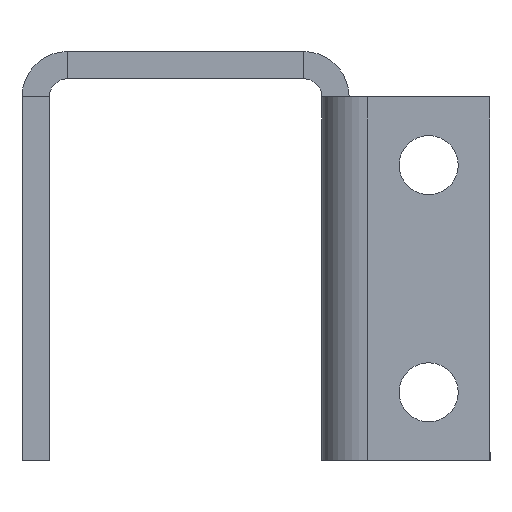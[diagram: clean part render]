
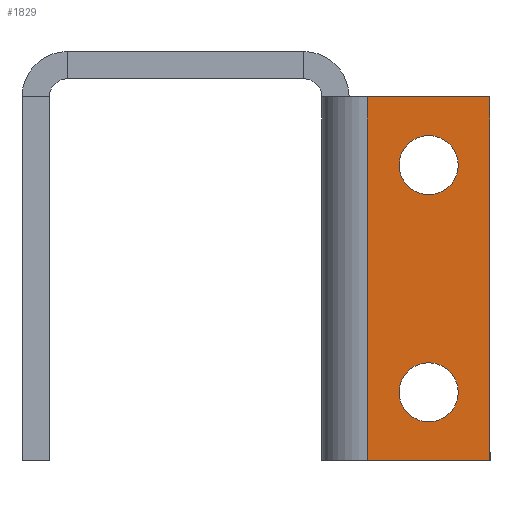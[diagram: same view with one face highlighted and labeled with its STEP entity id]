
A CAD part, left-side view. The second image highlights one B-rep face of the part: STEP entity #1829.
In plain terms, the highlighted planar face has unit normal (-1, 0, 0).
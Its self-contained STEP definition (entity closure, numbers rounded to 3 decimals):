
#40 = CARTESIAN_POINT ( 'NONE',  ( -724., -2., -45. ) ) ;
#62 = FACE_BOUND ( 'NONE', #6163, .T. ) ;
#191 = VERTEX_POINT ( 'NONE', #5350 ) ;
#195 = DIRECTION ( 'NONE',  ( 0., 0., 1. ) ) ;
#226 = CARTESIAN_POINT ( 'NONE',  ( -724., -8.75, -37.5 ) ) ;
#286 = CIRCLE ( 'NONE', #745, 3.25 ) ;
#466 = EDGE_CURVE ( 'NONE', #2216, #2530, #1883, .T. ) ;
#601 = CARTESIAN_POINT ( 'NONE',  ( -724., 0., 0. ) ) ;
#718 = EDGE_CURVE ( 'NONE', #191, #2999, #3134, .T. ) ;
#733 = CARTESIAN_POINT ( 'NONE',  ( -724., 0., -5. ) ) ;
#745 = AXIS2_PLACEMENT_3D ( 'NONE', #226, #4737, #2519 ) ;
#899 = EDGE_CURVE ( 'NONE', #2216, #3187, #4451, .T. ) ;
#922 = CARTESIAN_POINT ( 'NONE',  ( -724., -15.5, -45. ) ) ;
#942 = VERTEX_POINT ( 'NONE', #2881 ) ;
#1126 = DIRECTION ( 'NONE',  ( 0., 0., 1. ) ) ;
#1221 = ORIENTED_EDGE ( 'NONE', *, *, #1882, .T. ) ;
#1513 = VECTOR ( 'NONE', #1126, 1000. ) ;
#1623 = CARTESIAN_POINT ( 'NONE',  ( -724., -15.5, 0. ) ) ;
#1704 = DIRECTION ( 'NONE',  ( 1., 0., 0. ) ) ;
#1738 = PLANE ( 'NONE',  #3385 ) ;
#1774 = FACE_OUTER_BOUND ( 'NONE', #1931, .T. ) ;
#1791 = ORIENTED_EDGE ( 'NONE', *, *, #466, .T. ) ;
#1810 = VERTEX_POINT ( 'NONE', #2640 ) ;
#1829 = ADVANCED_FACE ( 'NONE', ( #2244, #62, #1774 ), #1738, .F. ) ;
#1834 = CIRCLE ( 'NONE', #4690, 3.25 ) ;
#1882 = EDGE_CURVE ( 'NONE', #1810, #3187, #2880, .T. ) ;
#1883 = LINE ( 'NONE', #2316, #6910 ) ;
#1900 = DIRECTION ( 'NONE',  ( -1., 0., 0. ) ) ;
#1931 = EDGE_LOOP ( 'NONE', ( #4574, #1791, #3523, #1221 ) ) ;
#1988 = CARTESIAN_POINT ( 'NONE',  ( -724., -8.75, -37.5 ) ) ;
#2216 = VERTEX_POINT ( 'NONE', #40 ) ;
#2222 = CIRCLE ( 'NONE', #4157, 3.25 ) ;
#2244 = FACE_BOUND ( 'NONE', #2391, .T. ) ;
#2316 = CARTESIAN_POINT ( 'NONE',  ( -724., 0., -45. ) ) ;
#2391 = EDGE_LOOP ( 'NONE', ( #4469, #2701 ) ) ;
#2519 = DIRECTION ( 'NONE',  ( 0., -1., 0. ) ) ;
#2530 = VERTEX_POINT ( 'NONE', #922 ) ;
#2640 = CARTESIAN_POINT ( 'NONE',  ( -724., -15.5, -5. ) ) ;
#2677 = VECTOR ( 'NONE', #195, 1000. ) ;
#2701 = ORIENTED_EDGE ( 'NONE', *, *, #6041, .F. ) ;
#2880 = LINE ( 'NONE', #733, #6126 ) ;
#2881 = CARTESIAN_POINT ( 'NONE',  ( -724., -12., -37.5 ) ) ;
#2887 = DIRECTION ( 'NONE',  ( 0., -1., 0. ) ) ;
#2902 = AXIS2_PLACEMENT_3D ( 'NONE', #7007, #3885, #6511 ) ;
#2949 = CARTESIAN_POINT ( 'NONE',  ( -724., -5.5, -12.5 ) ) ;
#2999 = VERTEX_POINT ( 'NONE', #2949 ) ;
#3007 = CARTESIAN_POINT ( 'NONE',  ( -724., -8.75, -12.5 ) ) ;
#3072 = EDGE_CURVE ( 'NONE', #2530, #1810, #3875, .T. ) ;
#3134 = CIRCLE ( 'NONE', #2902, 3.25 ) ;
#3187 = VERTEX_POINT ( 'NONE', #5988 ) ;
#3385 = AXIS2_PLACEMENT_3D ( 'NONE', #601, #1704, #3419 ) ;
#3419 = DIRECTION ( 'NONE',  ( 0., 0., -1. ) ) ;
#3491 = DIRECTION ( 'NONE',  ( -1., 0., 0. ) ) ;
#3523 = ORIENTED_EDGE ( 'NONE', *, *, #3072, .T. ) ;
#3524 = DIRECTION ( 'NONE',  ( 0., -1., 0. ) ) ;
#3577 = CARTESIAN_POINT ( 'NONE',  ( -724., -5.5, -37.5 ) ) ;
#3875 = LINE ( 'NONE', #1623, #1513 ) ;
#3885 = DIRECTION ( 'NONE',  ( -1., 0., 0. ) ) ;
#4157 = AXIS2_PLACEMENT_3D ( 'NONE', #1988, #3491, #3524 ) ;
#4451 = LINE ( 'NONE', #4988, #2677 ) ;
#4469 = ORIENTED_EDGE ( 'NONE', *, *, #4985, .F. ) ;
#4503 = VERTEX_POINT ( 'NONE', #3577 ) ;
#4574 = ORIENTED_EDGE ( 'NONE', *, *, #899, .F. ) ;
#4690 = AXIS2_PLACEMENT_3D ( 'NONE', #3007, #1900, #5712 ) ;
#4737 = DIRECTION ( 'NONE',  ( -1., 0., 0. ) ) ;
#4985 = EDGE_CURVE ( 'NONE', #942, #4503, #2222, .T. ) ;
#4988 = CARTESIAN_POINT ( 'NONE',  ( -724., -2., -5. ) ) ;
#5350 = CARTESIAN_POINT ( 'NONE',  ( -724., -12., -12.5 ) ) ;
#5712 = DIRECTION ( 'NONE',  ( 0., -1., 0. ) ) ;
#5988 = CARTESIAN_POINT ( 'NONE',  ( -724., -2., -5. ) ) ;
#6034 = DIRECTION ( 'NONE',  ( 0., 1., 0. ) ) ;
#6041 = EDGE_CURVE ( 'NONE', #4503, #942, #286, .T. ) ;
#6126 = VECTOR ( 'NONE', #6034, 1000. ) ;
#6163 = EDGE_LOOP ( 'NONE', ( #7038, #6402 ) ) ;
#6372 = EDGE_CURVE ( 'NONE', #2999, #191, #1834, .T. ) ;
#6402 = ORIENTED_EDGE ( 'NONE', *, *, #6372, .F. ) ;
#6511 = DIRECTION ( 'NONE',  ( 0., -1., 0. ) ) ;
#6910 = VECTOR ( 'NONE', #2887, 1000. ) ;
#7007 = CARTESIAN_POINT ( 'NONE',  ( -724., -8.75, -12.5 ) ) ;
#7038 = ORIENTED_EDGE ( 'NONE', *, *, #718, .F. ) ;
